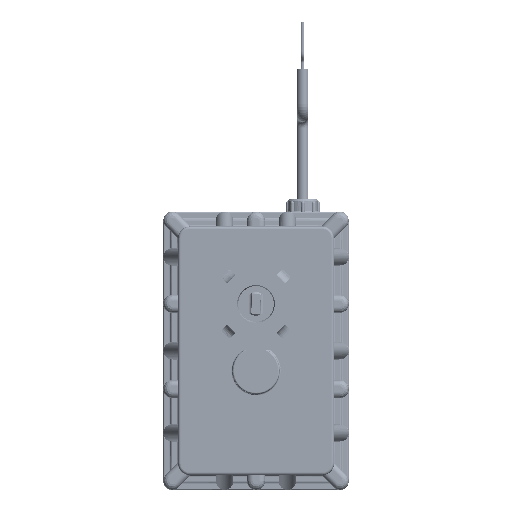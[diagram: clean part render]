
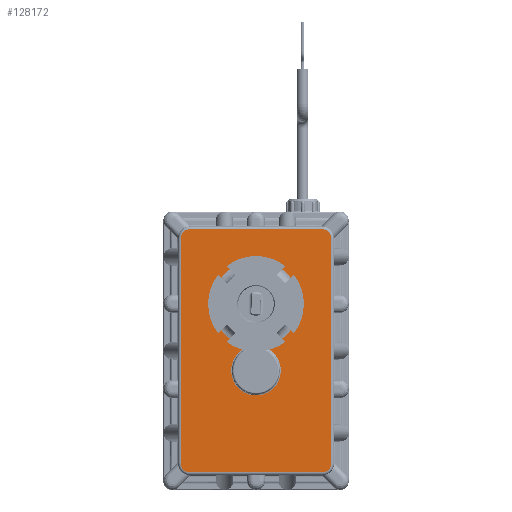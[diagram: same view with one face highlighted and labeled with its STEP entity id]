
A CAD part, front view. The second image highlights one B-rep face of the part: STEP entity #128172.
In plain terms, the highlighted planar face has unit normal (0, -1, 0).
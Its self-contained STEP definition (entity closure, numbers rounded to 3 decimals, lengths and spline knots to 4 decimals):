
#6760=FACE_BOUND('',#23889,.T.);
#12546=PLANE('',#136293);
#16669=FACE_OUTER_BOUND('',#23888,.T.);
#23888=EDGE_LOOP('',(#90538,#90539,#90540,#90541,#90542,#90543,#90544,#90545));
#23889=EDGE_LOOP('',(#90546,#90547));
#31809=LINE('',#174397,#43580);
#31810=LINE('',#174401,#43581);
#31811=LINE('',#174405,#43582);
#31812=LINE('',#174408,#43583);
#43580=VECTOR('',#144623,0.3937);
#43581=VECTOR('',#144626,0.3937);
#43582=VECTOR('',#144629,0.3937);
#43583=VECTOR('',#144632,0.3937);
#55428=CIRCLE('',#136277,0.9273);
#55438=CIRCLE('',#136292,0.53);
#55439=CIRCLE('',#136294,0.19);
#55440=CIRCLE('',#136295,0.19);
#55441=CIRCLE('',#136296,0.19);
#55442=CIRCLE('',#136297,0.19);
#57987=VERTEX_POINT('',#174315);
#57988=VERTEX_POINT('',#174321);
#57995=VERTEX_POINT('',#174393);
#57996=VERTEX_POINT('',#174394);
#57997=VERTEX_POINT('',#174396);
#57998=VERTEX_POINT('',#174398);
#57999=VERTEX_POINT('',#174400);
#58000=VERTEX_POINT('',#174402);
#58001=VERTEX_POINT('',#174404);
#58002=VERTEX_POINT('',#174406);
#70816=EDGE_CURVE('',#57987,#57988,#55428,.T.);
#70829=EDGE_CURVE('',#57988,#57987,#55438,.T.);
#70830=EDGE_CURVE('',#57995,#57996,#55439,.T.);
#70831=EDGE_CURVE('',#57997,#57995,#31809,.T.);
#70832=EDGE_CURVE('',#57998,#57997,#55440,.T.);
#70833=EDGE_CURVE('',#57999,#57998,#31810,.T.);
#70834=EDGE_CURVE('',#58000,#57999,#55441,.T.);
#70835=EDGE_CURVE('',#58001,#58000,#31811,.T.);
#70836=EDGE_CURVE('',#58002,#58001,#55442,.T.);
#70837=EDGE_CURVE('',#57996,#58002,#31812,.T.);
#90538=ORIENTED_EDGE('',*,*,#70830,.F.);
#90539=ORIENTED_EDGE('',*,*,#70831,.F.);
#90540=ORIENTED_EDGE('',*,*,#70832,.F.);
#90541=ORIENTED_EDGE('',*,*,#70833,.F.);
#90542=ORIENTED_EDGE('',*,*,#70834,.F.);
#90543=ORIENTED_EDGE('',*,*,#70835,.F.);
#90544=ORIENTED_EDGE('',*,*,#70836,.F.);
#90545=ORIENTED_EDGE('',*,*,#70837,.F.);
#90546=ORIENTED_EDGE('',*,*,#70829,.F.);
#90547=ORIENTED_EDGE('',*,*,#70816,.F.);
#128172=ADVANCED_FACE('',(#16669,#6760),#12546,.F.);
#136277=AXIS2_PLACEMENT_3D('',#174322,#144586,#144587);
#136292=AXIS2_PLACEMENT_3D('',#174355,#144617,#144618);
#136293=AXIS2_PLACEMENT_3D('',#174392,#144619,#144620);
#136294=AXIS2_PLACEMENT_3D('',#174395,#144621,#144622);
#136295=AXIS2_PLACEMENT_3D('',#174399,#144624,#144625);
#136296=AXIS2_PLACEMENT_3D('',#174403,#144627,#144628);
#136297=AXIS2_PLACEMENT_3D('',#174407,#144630,#144631);
#144586=DIRECTION('center_axis',(0.,-1.,0.));
#144587=DIRECTION('ref_axis',(0.,0.,-1.));
#144617=DIRECTION('center_axis',(0.,-1.,0.));
#144618=DIRECTION('ref_axis',(0.,0.,-1.));
#144619=DIRECTION('center_axis',(0.,1.,0.));
#144620=DIRECTION('ref_axis',(0.,0.,1.));
#144621=DIRECTION('center_axis',(0.,1.,0.));
#144622=DIRECTION('ref_axis',(-0.707,0.,0.707));
#144623=DIRECTION('',(0.,0.,1.));
#144624=DIRECTION('center_axis',(0.,1.,0.));
#144625=DIRECTION('ref_axis',(-0.707,0.,-0.707));
#144626=DIRECTION('',(-1.,0.,0.));
#144627=DIRECTION('center_axis',(0.,1.,0.));
#144628=DIRECTION('ref_axis',(0.707,0.,-0.707));
#144629=DIRECTION('',(0.,0.,-1.));
#144630=DIRECTION('center_axis',(0.,1.,0.));
#144631=DIRECTION('ref_axis',(0.707,0.,0.707));
#144632=DIRECTION('',(1.,0.,0.));
#174315=CARTESIAN_POINT('',(0.1572,0.,-0.9138));
#174321=CARTESIAN_POINT('',(-0.1572,0.,-0.9138));
#174322=CARTESIAN_POINT('Origin',(0.,0.,0.));
#174355=CARTESIAN_POINT('Origin',(0.,0.,-1.42));
#174392=CARTESIAN_POINT('Origin',(0.,0.,-1.));
#174393=CARTESIAN_POINT('',(-1.6,0.,1.4));
#174394=CARTESIAN_POINT('',(-1.41,0.,1.59));
#174395=CARTESIAN_POINT('Origin',(-1.41,0.,1.4));
#174396=CARTESIAN_POINT('',(-1.6,0.,-3.4));
#174397=CARTESIAN_POINT('',(-1.6,0.,0.2));
#174398=CARTESIAN_POINT('',(-1.41,0.,-3.59));
#174399=CARTESIAN_POINT('Origin',(-1.41,0.,-3.4));
#174400=CARTESIAN_POINT('',(1.41,0.,-3.59));
#174401=CARTESIAN_POINT('',(-0.705,0.,-3.59));
#174402=CARTESIAN_POINT('',(1.6,0.,-3.4));
#174403=CARTESIAN_POINT('Origin',(1.41,0.,-3.4));
#174404=CARTESIAN_POINT('',(1.6,0.,1.4));
#174405=CARTESIAN_POINT('',(1.6,0.,-2.2));
#174406=CARTESIAN_POINT('',(1.41,0.,1.59));
#174407=CARTESIAN_POINT('Origin',(1.41,0.,1.4));
#174408=CARTESIAN_POINT('',(0.705,0.,1.59));
